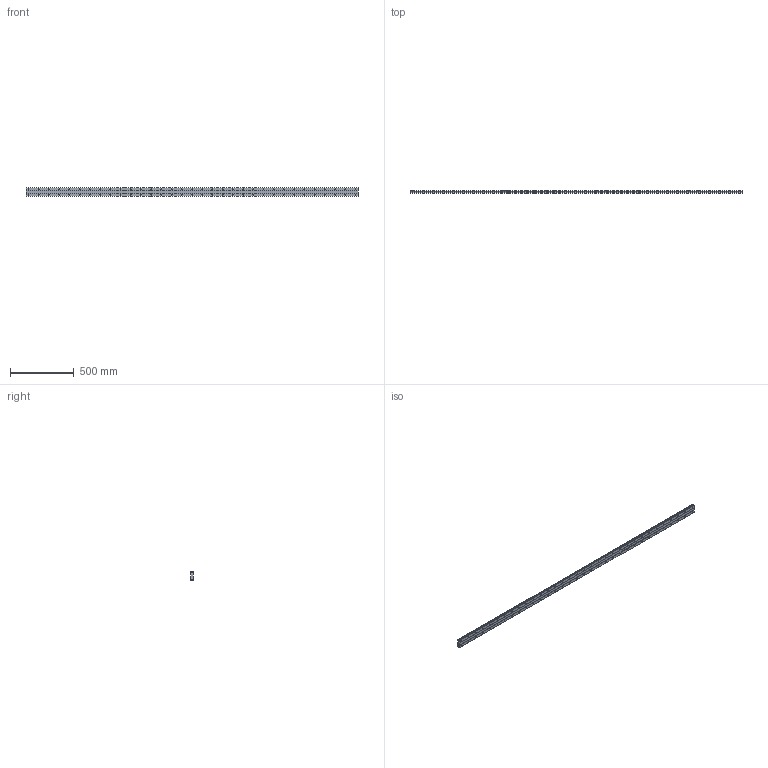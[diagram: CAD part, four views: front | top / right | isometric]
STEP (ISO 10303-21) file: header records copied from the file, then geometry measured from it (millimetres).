
FILE_DESCRIPTION (( 'STEP AP214' ), '1' );
FILE_NAME ('HRW35CA1SS-2600L_G20_0_B-M6F_1246-7_0_0_0_1.STEP', '2021-07-07T10:01:29', ( '' ), ( '' ), 'SwSTEP 2.0', 'SolidWorks 2021', '' );
FILE_SCHEMA (( 'AUTOMOTIVE_DESIGN' ));
Length unit declared in the file: millimetre
Products named in the file (2): HRW35CA1SS-2600L_G20_0_B-M6F_1246-7_0_0_0_1; _HRW35CA260020 Track
Assembly tree (1 placements, depth 2):
  HRW35CA1SS-2600L_G20_0_B-M6F_1246-7_0_0_0_1
    _HRW35CA260020 Track
Bounding box: 2600 x 19 x 69 mm (x, y, z)
Volume: 3033818 mm3; surface area: 506754.9 mm2
Topology: 1 solids, 1 shells, 362 faces, 882 edges, 588 vertices
Faces by surface type: cylinder 268, plane 94
Entity records: 11252 total; most frequent: DIRECTION 2150, CARTESIAN_POINT 1836, ORIENTED_EDGE 1764, AXIS2_PLACEMENT_3D 902, EDGE_CURVE 882, VERTEX_POINT 588, EDGE_LOOP 560, CIRCLE 536
